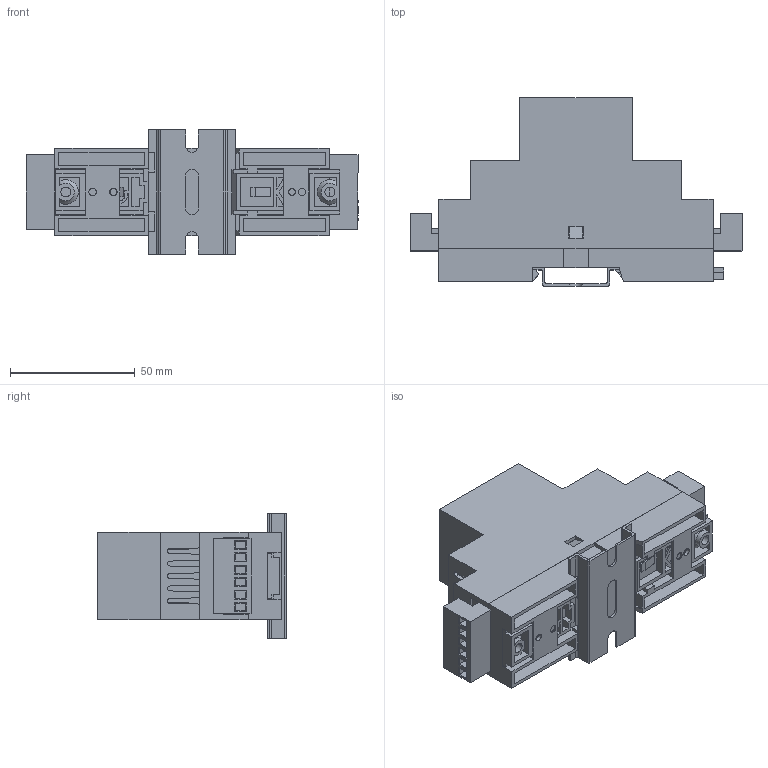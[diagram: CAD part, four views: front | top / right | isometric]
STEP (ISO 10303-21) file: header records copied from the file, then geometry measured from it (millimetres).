
FILE_DESCRIPTION (( 'STEP AP214' ), '1' );
FILE_NAME ('MD-35-03.STEP', '2022-01-24T10:48:22', ( '' ), ( '' ), 'SwSTEP 2.0', 'SolidWorks 2017', '' );
FILE_SCHEMA (( 'AUTOMOTIVE_DESIGN' ));
Length unit declared in the file: millimetre
Products named in the file (23): Base PCB-MDP-35-01; TopCover - MDC-35; Vertical PCB; Clip-Small; Horizontal PCB; Screw-small; Euro Terminal5mm-Plug-In-6Way; Base plate - MDB-35; MD-35-03; Clip-Big; Rail-50
Assembly tree (12 placements, depth 2):
  Base PCB-MDP-35-01
  TopCover - MDC-35
  Vertical PCB
  Horizontal PCB
  Euro Terminal5mm-Plug-In-6Way
Bounding box: 133.2 x 75.55 x 50 mm (x, y, z)
Volume: 65294 mm3; surface area: 88259.4 mm2
Topology: 12 solids, 12 shells, 1132 faces, 3274 edges, 2148 vertices
Faces by surface type: plane 879, cylinder 227, cone 20, torus 6
Entity records: 32533 total; most frequent: CARTESIAN_POINT 5741, ORIENTED_EDGE 5630, DIRECTION 5233, EDGE_CURVE 2815, VECTOR 2279, LINE 2279, VERTEX_POINT 1853, AXIS2_PLACEMENT_3D 1477
